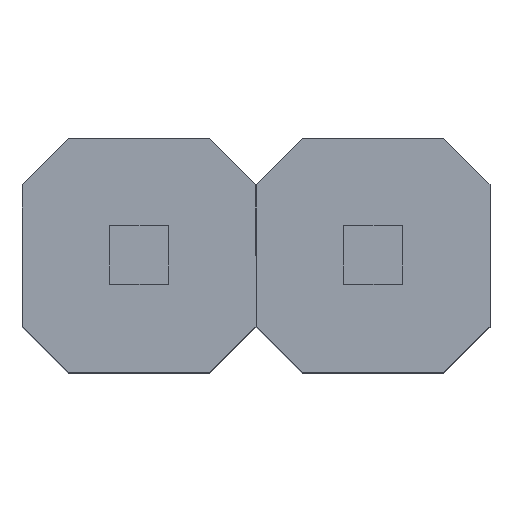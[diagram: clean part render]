
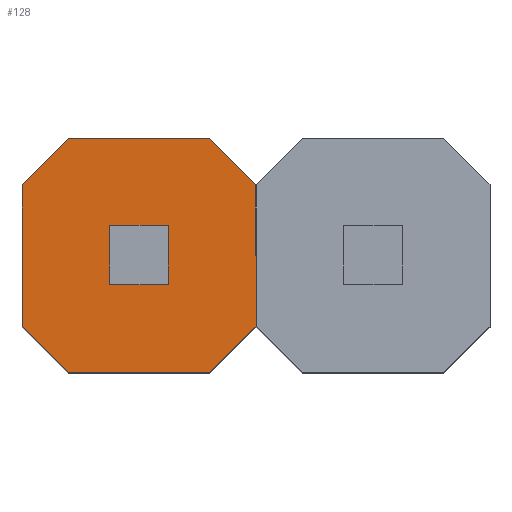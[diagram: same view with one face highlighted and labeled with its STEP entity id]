
A CAD part, top view. The second image highlights one B-rep face of the part: STEP entity #128.
In plain terms, the highlighted planar face has unit normal (0, 0, 1).
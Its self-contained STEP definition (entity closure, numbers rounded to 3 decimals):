
#23 = ORIENTED_EDGE ( 'NONE', *, *, #24, .T. ) ;
#24 = EDGE_CURVE ( 'NONE', #77, #45, #413, .T. ) ;
#25 = ORIENTED_EDGE ( 'NONE', *, *, #73, .T. ) ;
#26 = ORIENTED_EDGE ( 'NONE', *, *, #27, .T. ) ;
#27 = EDGE_CURVE ( 'NONE', #81, #70, #409, .T. ) ;
#33 = EDGE_CURVE ( 'NONE', #89, #76, #203, .T. ) ;
#34 = ORIENTED_EDGE ( 'NONE', *, *, #90, .T. ) ;
#35 = ORIENTED_EDGE ( 'NONE', *, *, #33, .T. ) ;
#45 = VERTEX_POINT ( 'NONE', #194 ) ;
#52 = VERTEX_POINT ( 'NONE', #183 ) ;
#64 = ORIENTED_EDGE ( 'NONE', *, *, #65, .T. ) ;
#65 = EDGE_CURVE ( 'NONE', #52, #93, #618, .T. ) ;
#69 = EDGE_CURVE ( 'NONE', #70, #77, #570, .T. ) ;
#70 = VERTEX_POINT ( 'NONE', #566 ) ;
#73 = EDGE_CURVE ( 'NONE', #76, #81, #558, .T. ) ;
#76 = VERTEX_POINT ( 'NONE', #554 ) ;
#77 = VERTEX_POINT ( 'NONE', #553 ) ;
#81 = VERTEX_POINT ( 'NONE', #547 ) ;
#89 = VERTEX_POINT ( 'NONE', #433 ) ;
#90 = EDGE_CURVE ( 'NONE', #93, #89, #432, .T. ) ;
#93 = VERTEX_POINT ( 'NONE', #600 ) ;
#96 = EDGE_CURVE ( 'NONE', #45, #52, #497, .T. ) ;
#128 = ADVANCED_FACE ( 'NONE', ( #668 ), #686, .T. ) ;
#148 = EDGE_LOOP ( 'NONE', ( #34, #35, #25, #26, #162, #23, #158, #64 ) ) ;
#158 = ORIENTED_EDGE ( 'NONE', *, *, #96, .T. ) ;
#162 = ORIENTED_EDGE ( 'NONE', *, *, #69, .T. ) ;
#183 = CARTESIAN_POINT ( 'NONE',  ( -1.27, -0.77, 2.54 ) ) ;
#194 = CARTESIAN_POINT ( 'NONE',  ( -1.27, 0.77, 2.54 ) ) ;
#200 = DIRECTION ( 'NONE',  ( 0.707, 0.707, 0. ) ) ;
#201 = VECTOR ( 'NONE', #200, 1000. ) ;
#202 = CARTESIAN_POINT ( 'NONE',  ( 1.02, -1.02, 2.54 ) ) ;
#203 = LINE ( 'NONE', #202, #201 ) ;
#406 = DIRECTION ( 'NONE',  ( -0.707, 0.707, 0. ) ) ;
#407 = VECTOR ( 'NONE', #406, 1000. ) ;
#408 = CARTESIAN_POINT ( 'NONE',  ( -0.25, 2.29, 2.54 ) ) ;
#409 = LINE ( 'NONE', #408, #407 ) ;
#410 = DIRECTION ( 'NONE',  ( -0.707, -0.707, 0. ) ) ;
#411 = VECTOR ( 'NONE', #410, 1000. ) ;
#412 = CARTESIAN_POINT ( 'NONE',  ( -1.02, 1.02, 2.54 ) ) ;
#413 = LINE ( 'NONE', #412, #411 ) ;
#429 = DIRECTION ( 'NONE',  ( 1., 0., 0. ) ) ;
#430 = VECTOR ( 'NONE', #429, 1000. ) ;
#431 = CARTESIAN_POINT ( 'NONE',  ( -1.27, -1.27, 2.54 ) ) ;
#432 = LINE ( 'NONE', #431, #430 ) ;
#433 = CARTESIAN_POINT ( 'NONE',  ( 0.77, -1.27, 2.54 ) ) ;
#494 = DIRECTION ( 'NONE',  ( 0., -1., 0. ) ) ;
#495 = VECTOR ( 'NONE', #494, 1000. ) ;
#496 = CARTESIAN_POINT ( 'NONE',  ( -1.27, 1.27, 2.54 ) ) ;
#497 = LINE ( 'NONE', #496, #495 ) ;
#547 = CARTESIAN_POINT ( 'NONE',  ( 1.27, 0.77, 2.54 ) ) ;
#553 = CARTESIAN_POINT ( 'NONE',  ( -0.77, 1.27, 2.54 ) ) ;
#554 = CARTESIAN_POINT ( 'NONE',  ( 1.27, -0.77, 2.54 ) ) ;
#555 = DIRECTION ( 'NONE',  ( 0., 1., 0. ) ) ;
#556 = VECTOR ( 'NONE', #555, 1000. ) ;
#557 = CARTESIAN_POINT ( 'NONE',  ( 1.27, 1.27, 2.54 ) ) ;
#558 = LINE ( 'NONE', #557, #556 ) ;
#566 = CARTESIAN_POINT ( 'NONE',  ( 0.77, 1.27, 2.54 ) ) ;
#567 = DIRECTION ( 'NONE',  ( -1., 0., 0. ) ) ;
#568 = VECTOR ( 'NONE', #567, 1000. ) ;
#569 = CARTESIAN_POINT ( 'NONE',  ( -1.27, 1.27, 2.54 ) ) ;
#570 = LINE ( 'NONE', #569, #568 ) ;
#600 = CARTESIAN_POINT ( 'NONE',  ( -0.77, -1.27, 2.54 ) ) ;
#615 = DIRECTION ( 'NONE',  ( 0.707, -0.707, 0. ) ) ;
#616 = VECTOR ( 'NONE', #615, 1000. ) ;
#617 = CARTESIAN_POINT ( 'NONE',  ( -2.29, 0.25, 2.54 ) ) ;
#618 = LINE ( 'NONE', #617, #616 ) ;
#668 = FACE_OUTER_BOUND ( 'NONE', #148, .T. ) ;
#682 = DIRECTION ( 'NONE',  ( 1., 0., 0. ) ) ;
#683 = DIRECTION ( 'NONE',  ( 0., 0., 1. ) ) ;
#684 = CARTESIAN_POINT ( 'NONE',  ( -1.27, 1.27, 2.54 ) ) ;
#685 = AXIS2_PLACEMENT_3D ( 'NONE', #684, #683, #682 ) ;
#686 = PLANE ( 'NONE',  #685 ) ;
